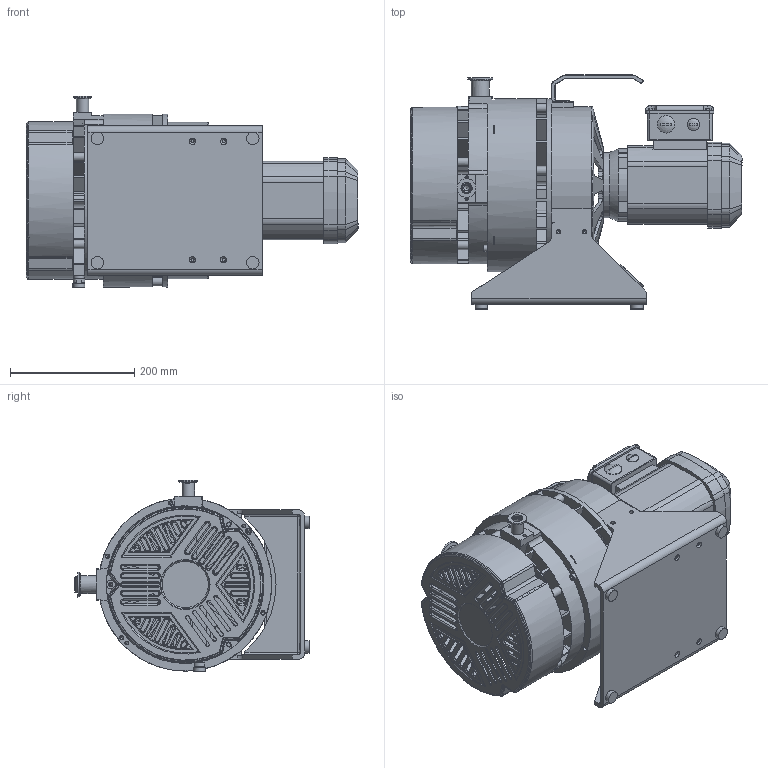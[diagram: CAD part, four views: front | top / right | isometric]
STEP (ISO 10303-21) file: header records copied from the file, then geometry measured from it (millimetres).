
FILE_DESCRIPTION(('STEP AP214'), '1');
FILE_NAME('NVSP12_QUILT_1_9', '2017-02-01T15:47:16', ('Vm19'), (''), 'ASCON STEP Converter 1.3', 'ASCON Math Kernel', '');
FILE_SCHEMA(('AUTOMOTIVE_DESIGN { 1 0 10303 214 3 1 1}'));
Length unit declared in the file: millimetre
Bounding box: 533.5 x 376.07 x 308.5 mm (x, y, z)
Surface area: 1284852.1 mm2 (no closed solid volume)
Topology: 0 solids, 1 shells, 1516 faces, 4283 edges, 2737 vertices
Faces by surface type: cylinder 645, plane 617, cone 131, torus 77, bspline 40, sphere 6
Full cylindrical faces by diameter (mm): 2.5 x2, 3.5 x3, 4 x2, 4.2 x8, 5 x24, 5.3 x1, 5.5 x4, 6 x8, 7 x22, 9 x2, 9.5 x4, 10 x1, 13.5 x1, 14 x2, 15 x3, 15.9 x1, 17 x1, 18.2 x1, 19 x1, 20 x6, 25 x1, 26.5 x1, 28 x1, 29 x1, 30 x1, 40 x1, 52 x1, 70 x1, 81 x1, 105 x1
Entity records: 69666 total; most frequent: CARTESIAN_POINT 18532, DIRECTION 8267, ORIENTED_EDGE 8064, EDGE_CURVE 4032, AXIS2_PLACEMENT_3D 3168, VERTEX_POINT 2697, LINE 1931, VECTOR 1931
